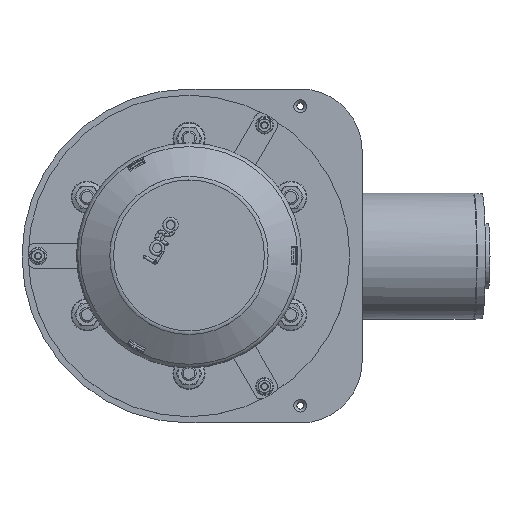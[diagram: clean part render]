
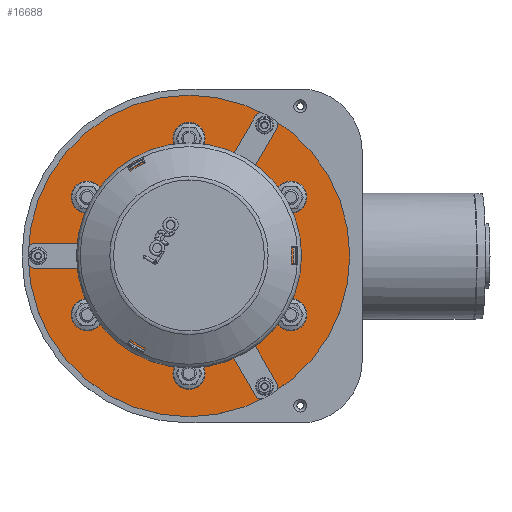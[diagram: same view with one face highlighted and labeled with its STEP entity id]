
A CAD part, top view. The second image highlights one B-rep face of the part: STEP entity #16688.
In plain terms, the highlighted planar face has unit normal (0, 0, 1).
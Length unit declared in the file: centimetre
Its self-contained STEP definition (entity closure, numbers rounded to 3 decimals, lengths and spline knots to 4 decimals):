
#1326=FACE_BOUND('',#4207,.T.);
#1327=FACE_BOUND('',#4208,.T.);
#1328=FACE_BOUND('',#4209,.T.);
#1329=FACE_BOUND('',#4210,.T.);
#1330=FACE_BOUND('',#4211,.T.);
#1331=FACE_BOUND('',#4212,.T.);
#1332=FACE_BOUND('',#4213,.T.);
#1333=FACE_BOUND('',#4214,.T.);
#1334=FACE_BOUND('',#4215,.T.);
#1335=FACE_BOUND('',#4216,.T.);
#1874=CIRCLE('',#21044,4.);
#1876=CIRCLE('',#21047,4.);
#1878=CIRCLE('',#21050,4.);
#1880=CIRCLE('',#21053,13.);
#1882=CIRCLE('',#21056,13.);
#1884=CIRCLE('',#21059,13.);
#1886=CIRCLE('',#21062,13.);
#1888=CIRCLE('',#21065,13.);
#1890=CIRCLE('',#21068,13.);
#1892=CIRCLE('',#21071,65.);
#1895=CIRCLE('',#21075,130.);
#2970=FACE_OUTER_BOUND('',#4206,.T.);
#4206=EDGE_LOOP('',(#12373));
#4207=EDGE_LOOP('',(#12374));
#4208=EDGE_LOOP('',(#12375));
#4209=EDGE_LOOP('',(#12376));
#4210=EDGE_LOOP('',(#12377));
#4211=EDGE_LOOP('',(#12378));
#4212=EDGE_LOOP('',(#12379));
#4213=EDGE_LOOP('',(#12380));
#4214=EDGE_LOOP('',(#12381));
#4215=EDGE_LOOP('',(#12382));
#4216=EDGE_LOOP('',(#12383));
#5744=VERTEX_POINT('',#30824);
#5746=VERTEX_POINT('',#30830);
#5748=VERTEX_POINT('',#30836);
#5750=VERTEX_POINT('',#30842);
#5752=VERTEX_POINT('',#30848);
#5754=VERTEX_POINT('',#30854);
#5756=VERTEX_POINT('',#30860);
#5758=VERTEX_POINT('',#30866);
#5760=VERTEX_POINT('',#30872);
#5762=VERTEX_POINT('',#30878);
#5765=VERTEX_POINT('',#30886);
#8094=EDGE_CURVE('',#5744,#5744,#1874,.T.);
#8097=EDGE_CURVE('',#5746,#5746,#1876,.T.);
#8100=EDGE_CURVE('',#5748,#5748,#1878,.T.);
#8103=EDGE_CURVE('',#5750,#5750,#1880,.T.);
#8106=EDGE_CURVE('',#5752,#5752,#1882,.T.);
#8109=EDGE_CURVE('',#5754,#5754,#1884,.T.);
#8112=EDGE_CURVE('',#5756,#5756,#1886,.T.);
#8115=EDGE_CURVE('',#5758,#5758,#1888,.T.);
#8118=EDGE_CURVE('',#5760,#5760,#1890,.T.);
#8121=EDGE_CURVE('',#5762,#5762,#1892,.T.);
#8126=EDGE_CURVE('',#5765,#5765,#1895,.T.);
#12373=ORIENTED_EDGE('',*,*,#8126,.T.);
#12374=ORIENTED_EDGE('',*,*,#8094,.T.);
#12375=ORIENTED_EDGE('',*,*,#8097,.T.);
#12376=ORIENTED_EDGE('',*,*,#8100,.T.);
#12377=ORIENTED_EDGE('',*,*,#8103,.T.);
#12378=ORIENTED_EDGE('',*,*,#8106,.T.);
#12379=ORIENTED_EDGE('',*,*,#8109,.T.);
#12380=ORIENTED_EDGE('',*,*,#8112,.T.);
#12381=ORIENTED_EDGE('',*,*,#8115,.T.);
#12382=ORIENTED_EDGE('',*,*,#8118,.T.);
#12383=ORIENTED_EDGE('',*,*,#8121,.T.);
#16086=PLANE('',#21076);
#16688=ADVANCED_FACE('',(#2970,#1326,#1327,#1328,#1329,#1330,#1331,#1332,
#1333,#1334,#1335),#16086,.T.);
#21044=AXIS2_PLACEMENT_3D('',#30825,#24914,#24915);
#21047=AXIS2_PLACEMENT_3D('',#30831,#24921,#24922);
#21050=AXIS2_PLACEMENT_3D('',#30837,#24928,#24929);
#21053=AXIS2_PLACEMENT_3D('',#30843,#24935,#24936);
#21056=AXIS2_PLACEMENT_3D('',#30849,#24942,#24943);
#21059=AXIS2_PLACEMENT_3D('',#30855,#24949,#24950);
#21062=AXIS2_PLACEMENT_3D('',#30861,#24956,#24957);
#21065=AXIS2_PLACEMENT_3D('',#30867,#24963,#24964);
#21068=AXIS2_PLACEMENT_3D('',#30873,#24970,#24971);
#21071=AXIS2_PLACEMENT_3D('',#30879,#24977,#24978);
#21075=AXIS2_PLACEMENT_3D('',#30888,#24987,#24988);
#21076=AXIS2_PLACEMENT_3D('',#30889,#24989,#24990);
#24914=DIRECTION('center_axis',(0.,0.,-1.));
#24915=DIRECTION('ref_axis',(-0.5,-0.866,0.));
#24921=DIRECTION('center_axis',(0.,0.,-1.));
#24922=DIRECTION('ref_axis',(-0.5,0.866,0.));
#24928=DIRECTION('center_axis',(0.,0.,-1.));
#24929=DIRECTION('ref_axis',(1.,0.,0.));
#24935=DIRECTION('center_axis',(0.,0.,-1.));
#24936=DIRECTION('ref_axis',(0.5,-0.866,0.));
#24942=DIRECTION('center_axis',(0.,0.,-1.));
#24943=DIRECTION('ref_axis',(-1.,0.,0.));
#24949=DIRECTION('center_axis',(0.,0.,-1.));
#24950=DIRECTION('ref_axis',(0.5,0.866,0.));
#24956=DIRECTION('center_axis',(0.,0.,-1.));
#24957=DIRECTION('ref_axis',(-0.5,0.866,0.));
#24963=DIRECTION('center_axis',(0.,0.,-1.));
#24964=DIRECTION('ref_axis',(-0.5,-0.866,0.));
#24970=DIRECTION('center_axis',(0.,0.,-1.));
#24971=DIRECTION('ref_axis',(1.,0.,0.));
#24977=DIRECTION('center_axis',(0.,0.,-1.));
#24978=DIRECTION('ref_axis',(1.,0.,0.));
#24987=DIRECTION('center_axis',(0.,0.,1.));
#24988=DIRECTION('ref_axis',(1.,0.,0.));
#24989=DIRECTION('center_axis',(0.,0.,1.));
#24990=DIRECTION('ref_axis',(-1.,0.,0.));
#30824=CARTESIAN_POINT('',(198.,109.1192,26.));
#30825=CARTESIAN_POINT('Origin',(196.,105.6551,26.));
#30830=CARTESIAN_POINT('',(198.,-109.1192,26.));
#30831=CARTESIAN_POINT('Origin',(196.,-105.6551,26.));
#30836=CARTESIAN_POINT('',(9.,0.,26.));
#30837=CARTESIAN_POINT('Origin',(13.,0.,
26.));
#30842=CARTESIAN_POINT('',(46.2276,-36.2417,26.));
#30843=CARTESIAN_POINT('Origin',(52.7276,-47.5,26.));
#30848=CARTESIAN_POINT('',(148.,95.,26.));
#30849=CARTESIAN_POINT('Origin',(135.,95.,26.));
#30854=CARTESIAN_POINT('',(210.7724,-58.7583,26.));
#30855=CARTESIAN_POINT('Origin',(217.2724,-47.5,26.));
#30860=CARTESIAN_POINT('',(223.7724,36.2417,26.));
#30861=CARTESIAN_POINT('Origin',(217.2724,47.5,26.));
#30866=CARTESIAN_POINT('',(59.2276,58.7583,26.));
#30867=CARTESIAN_POINT('Origin',(52.7276,47.5,26.));
#30872=CARTESIAN_POINT('',(122.,-95.,26.));
#30873=CARTESIAN_POINT('Origin',(135.,-95.,26.));
#30878=CARTESIAN_POINT('',(70.,0.,26.));
#30879=CARTESIAN_POINT('Origin',(135.,0.,
26.));
#30886=CARTESIAN_POINT('',(5.,0.,26.));
#30888=CARTESIAN_POINT('Origin',(135.,0.,
26.));
#30889=CARTESIAN_POINT('Origin',(135.,0.,
26.));
